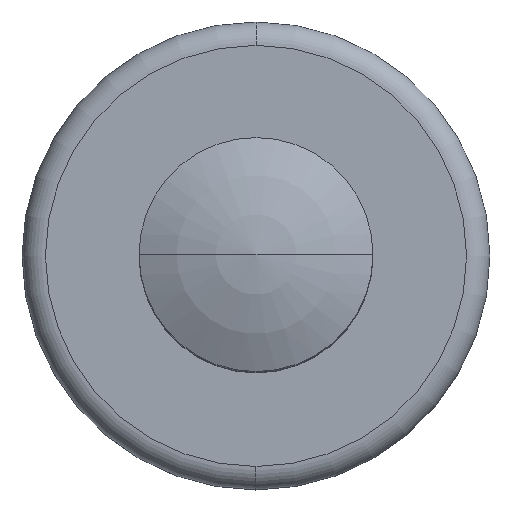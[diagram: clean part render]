
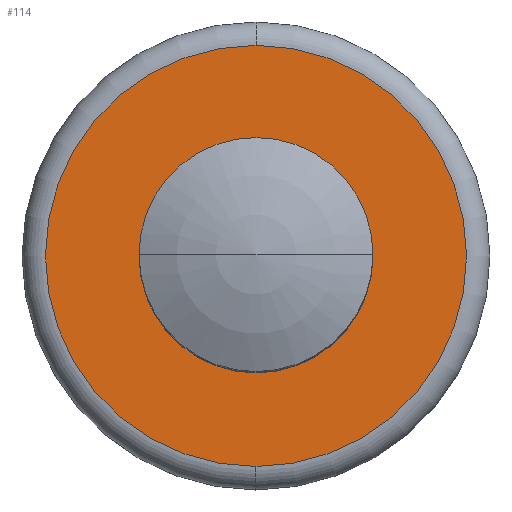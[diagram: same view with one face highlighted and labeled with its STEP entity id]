
A CAD part, top view. The second image highlights one B-rep face of the part: STEP entity #114.
In plain terms, the highlighted face is planar.
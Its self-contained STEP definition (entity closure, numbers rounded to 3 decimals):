
#45 = DIRECTION ( 'NONE',  ( 0., 1., 0. ) ) ;
#48 = AXIS2_PLACEMENT_3D ( 'NONE', #489, #530, #431 ) ;
#98 = DIRECTION ( 'NONE',  ( 0., 0., 1. ) ) ;
#114 = ADVANCED_FACE ( 'NONE', ( #343 ), #376, .T. ) ;
#130 = VERTEX_POINT ( 'NONE', #351 ) ;
#178 = CARTESIAN_POINT ( 'NONE',  ( 0., 0., 18. ) ) ;
#242 = EDGE_CURVE ( 'NONE', #319, #130, #473, .T. ) ;
#245 = ORIENTED_EDGE ( 'NONE', *, *, #242, .T. ) ;
#298 = CARTESIAN_POINT ( 'NONE',  ( 0., 0., 0. ) ) ;
#307 = AXIS2_PLACEMENT_3D ( 'NONE', #298, #529, #98 ) ;
#319 = VERTEX_POINT ( 'NONE', #178 ) ;
#333 = CIRCLE ( 'NONE', #417, 18. ) ;
#343 = FACE_OUTER_BOUND ( 'NONE', #613, .T. ) ;
#351 = CARTESIAN_POINT ( 'NONE',  ( 0., 0., -18. ) ) ;
#376 = PLANE ( 'NONE',  #48 ) ;
#417 = AXIS2_PLACEMENT_3D ( 'NONE', #418, #45, #424 ) ;
#418 = CARTESIAN_POINT ( 'NONE',  ( 0., 0., 0. ) ) ;
#424 = DIRECTION ( 'NONE',  ( 0., 0., 1. ) ) ;
#431 = DIRECTION ( 'NONE',  ( 0., 0., 1. ) ) ;
#438 = EDGE_CURVE ( 'NONE', #130, #319, #333, .T. ) ;
#454 = ORIENTED_EDGE ( 'NONE', *, *, #438, .T. ) ;
#473 = CIRCLE ( 'NONE', #307, 18. ) ;
#489 = CARTESIAN_POINT ( 'NONE',  ( 0., 0., 0. ) ) ;
#529 = DIRECTION ( 'NONE',  ( 0., 1., 0. ) ) ;
#530 = DIRECTION ( 'NONE',  ( 0., 1., 0. ) ) ;
#613 = EDGE_LOOP ( 'NONE', ( #245, #454 ) ) ;
